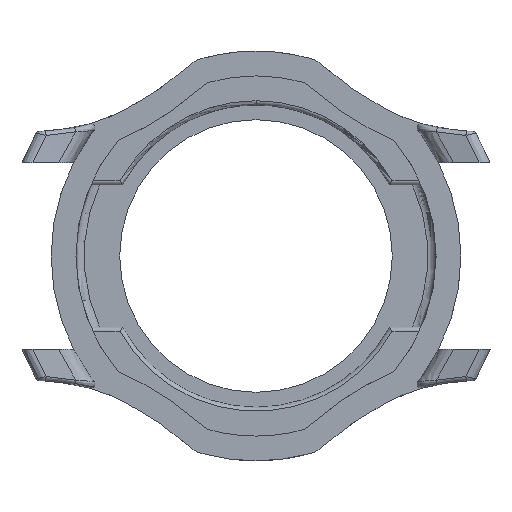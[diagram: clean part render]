
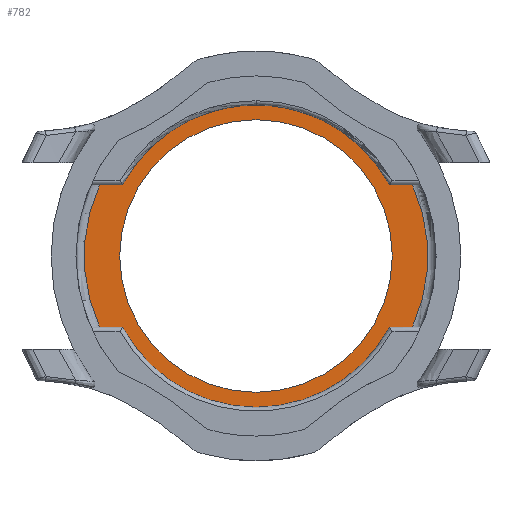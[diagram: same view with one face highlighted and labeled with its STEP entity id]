
A CAD part, front view. The second image highlights one B-rep face of the part: STEP entity #782.
In plain terms, the highlighted planar face has unit normal (0, -1, 0).
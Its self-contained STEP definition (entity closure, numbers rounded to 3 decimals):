
#40 = EDGE_LOOP ( 'NONE', ( #4082, #4213, #993, #3624, #4397, #2802, #2695, #2511, #4150 ) ) ;
#44 = CARTESIAN_POINT ( 'NONE',  ( 0., 9.7, -8.6 ) ) ;
#51 = CARTESIAN_POINT ( 'NONE',  ( -16.153, 9.7, 8.6 ) ) ;
#68 = EDGE_CURVE ( 'NONE', #4182, #2890, #3148, .T. ) ;
#154 = VERTEX_POINT ( 'NONE', #2469 ) ;
#360 = DIRECTION ( 'NONE',  ( 0., 0., 1. ) ) ;
#382 = VECTOR ( 'NONE', #3628, 1000. ) ;
#459 = CARTESIAN_POINT ( 'NONE',  ( 0., 9.7, 0. ) ) ;
#487 = CARTESIAN_POINT ( 'NONE',  ( 0., 9.7, 0. ) ) ;
#493 = AXIS2_PLACEMENT_3D ( 'NONE', #1875, #2613, #360 ) ;
#534 = EDGE_CURVE ( 'NONE', #1036, #3674, #3368, .T. ) ;
#536 = CIRCLE ( 'NONE', #1038, 18.3 ) ;
#633 = EDGE_CURVE ( 'NONE', #4458, #3770, #3408, .T. ) ;
#652 = CARTESIAN_POINT ( 'NONE',  ( 18.939, 9.7, -8.6 ) ) ;
#782 = ADVANCED_FACE ( 'NONE', ( #4684, #2540 ), #2292, .F. ) ;
#787 = DIRECTION ( 'NONE',  ( 0., 0., 1. ) ) ;
#826 = CARTESIAN_POINT ( 'NONE',  ( 16.153, 9.7, 8.6 ) ) ;
#993 = ORIENTED_EDGE ( 'NONE', *, *, #4793, .T. ) ;
#1036 = VERTEX_POINT ( 'NONE', #652 ) ;
#1038 = AXIS2_PLACEMENT_3D ( 'NONE', #459, #2723, #1610 ) ;
#1055 = DIRECTION ( 'NONE',  ( 0., 0., 1. ) ) ;
#1088 = CARTESIAN_POINT ( 'NONE',  ( 0., 9.7, 0. ) ) ;
#1129 = DIRECTION ( 'NONE',  ( 0., 1., 0. ) ) ;
#1144 = AXIS2_PLACEMENT_3D ( 'NONE', #4777, #2176, #1055 ) ;
#1171 = DIRECTION ( 'NONE',  ( -1., 0., 0. ) ) ;
#1173 = LINE ( 'NONE', #44, #4281 ) ;
#1195 = CIRCLE ( 'NONE', #2275, 18.3 ) ;
#1313 = DIRECTION ( 'NONE',  ( 1., 0., 0. ) ) ;
#1316 = VECTOR ( 'NONE', #1171, 1000. ) ;
#1320 = EDGE_CURVE ( 'NONE', #3770, #4458, #2408, .T. ) ;
#1449 = CARTESIAN_POINT ( 'NONE',  ( 0., 9.7, -16.5 ) ) ;
#1464 = AXIS2_PLACEMENT_3D ( 'NONE', #1698, #3909, #2405 ) ;
#1610 = DIRECTION ( 'NONE',  ( 0., 0., 1. ) ) ;
#1624 = DIRECTION ( 'NONE',  ( 0., 0., 1. ) ) ;
#1630 = ORIENTED_EDGE ( 'NONE', *, *, #633, .F. ) ;
#1698 = CARTESIAN_POINT ( 'NONE',  ( 0., 9.7, 0. ) ) ;
#1703 = CARTESIAN_POINT ( 'NONE',  ( 0., 9.7, 8.6 ) ) ;
#1835 = EDGE_LOOP ( 'NONE', ( #2397, #1630 ) ) ;
#1850 = EDGE_CURVE ( 'NONE', #1036, #2890, #4770, .T. ) ;
#1875 = CARTESIAN_POINT ( 'NONE',  ( 0., 9.7, 0. ) ) ;
#1936 = EDGE_CURVE ( 'NONE', #3503, #4036, #536, .T. ) ;
#1979 = DIRECTION ( 'NONE',  ( 0., 0., 1. ) ) ;
#2067 = LINE ( 'NONE', #3772, #1316 ) ;
#2176 = DIRECTION ( 'NONE',  ( 0., -1., 0. ) ) ;
#2257 = CARTESIAN_POINT ( 'NONE',  ( 0., 9.7, 0. ) ) ;
#2275 = AXIS2_PLACEMENT_3D ( 'NONE', #1088, #2976, #3293 ) ;
#2292 = PLANE ( 'NONE',  #3900 ) ;
#2293 = AXIS2_PLACEMENT_3D ( 'NONE', #487, #3113, #1979 ) ;
#2350 = AXIS2_PLACEMENT_3D ( 'NONE', #4628, #3479, #1624 ) ;
#2397 = ORIENTED_EDGE ( 'NONE', *, *, #1320, .F. ) ;
#2405 = DIRECTION ( 'NONE',  ( 0., 0., 1. ) ) ;
#2408 = CIRCLE ( 'NONE', #1464, 16.5 ) ;
#2469 = CARTESIAN_POINT ( 'NONE',  ( -18.939, 9.7, 8.6 ) ) ;
#2511 = ORIENTED_EDGE ( 'NONE', *, *, #68, .F. ) ;
#2540 = FACE_BOUND ( 'NONE', #1835, .T. ) ;
#2613 = DIRECTION ( 'NONE',  ( 0., 1., 0. ) ) ;
#2656 = CARTESIAN_POINT ( 'NONE',  ( -16.153, 9.7, -8.6 ) ) ;
#2695 = ORIENTED_EDGE ( 'NONE', *, *, #1850, .T. ) ;
#2723 = DIRECTION ( 'NONE',  ( 0., 1., 0. ) ) ;
#2802 = ORIENTED_EDGE ( 'NONE', *, *, #534, .F. ) ;
#2890 = VERTEX_POINT ( 'NONE', #3608 ) ;
#2912 = VECTOR ( 'NONE', #1313, 1000. ) ;
#2976 = DIRECTION ( 'NONE',  ( 0., 1., 0. ) ) ;
#3113 = DIRECTION ( 'NONE',  ( 0., -1., 0. ) ) ;
#3141 = CARTESIAN_POINT ( 'NONE',  ( 0., 9.7, 16.5 ) ) ;
#3148 = LINE ( 'NONE', #1703, #2912 ) ;
#3227 = CARTESIAN_POINT ( 'NONE',  ( 0., 9.7, -8.6 ) ) ;
#3236 = VERTEX_POINT ( 'NONE', #51 ) ;
#3293 = DIRECTION ( 'NONE',  ( 0., 0., 1. ) ) ;
#3309 = CIRCLE ( 'NONE', #2350, 20.8 ) ;
#3368 = LINE ( 'NONE', #3227, #382 ) ;
#3372 = CARTESIAN_POINT ( 'NONE',  ( 0., 9.7, -18.3 ) ) ;
#3408 = CIRCLE ( 'NONE', #1144, 16.5 ) ;
#3438 = CARTESIAN_POINT ( 'NONE',  ( 16.153, 9.7, -8.6 ) ) ;
#3456 = CIRCLE ( 'NONE', #493, 18.3 ) ;
#3479 = DIRECTION ( 'NONE',  ( 0., -1., 0. ) ) ;
#3503 = VERTEX_POINT ( 'NONE', #3372 ) ;
#3512 = VERTEX_POINT ( 'NONE', #3699 ) ;
#3608 = CARTESIAN_POINT ( 'NONE',  ( 18.939, 9.7, 8.6 ) ) ;
#3624 = ORIENTED_EDGE ( 'NONE', *, *, #1936, .F. ) ;
#3628 = DIRECTION ( 'NONE',  ( -1., 0., 0. ) ) ;
#3674 = VERTEX_POINT ( 'NONE', #3438 ) ;
#3699 = CARTESIAN_POINT ( 'NONE',  ( -18.939, 9.7, -8.6 ) ) ;
#3738 = EDGE_CURVE ( 'NONE', #154, #3512, #3309, .T. ) ;
#3770 = VERTEX_POINT ( 'NONE', #3141 ) ;
#3772 = CARTESIAN_POINT ( 'NONE',  ( 0., 9.7, 8.6 ) ) ;
#3774 = DIRECTION ( 'NONE',  ( 1., 0., 0. ) ) ;
#3900 = AXIS2_PLACEMENT_3D ( 'NONE', #2257, #1129, #787 ) ;
#3909 = DIRECTION ( 'NONE',  ( 0., -1., 0. ) ) ;
#3987 = EDGE_CURVE ( 'NONE', #3236, #154, #2067, .T. ) ;
#4036 = VERTEX_POINT ( 'NONE', #2656 ) ;
#4082 = ORIENTED_EDGE ( 'NONE', *, *, #3987, .T. ) ;
#4150 = ORIENTED_EDGE ( 'NONE', *, *, #4643, .F. ) ;
#4182 = VERTEX_POINT ( 'NONE', #826 ) ;
#4213 = ORIENTED_EDGE ( 'NONE', *, *, #3738, .T. ) ;
#4281 = VECTOR ( 'NONE', #3774, 1000. ) ;
#4397 = ORIENTED_EDGE ( 'NONE', *, *, #4440, .F. ) ;
#4440 = EDGE_CURVE ( 'NONE', #3674, #3503, #1195, .T. ) ;
#4458 = VERTEX_POINT ( 'NONE', #1449 ) ;
#4628 = CARTESIAN_POINT ( 'NONE',  ( 0., 9.7, 0. ) ) ;
#4643 = EDGE_CURVE ( 'NONE', #3236, #4182, #3456, .T. ) ;
#4684 = FACE_OUTER_BOUND ( 'NONE', #40, .T. ) ;
#4770 = CIRCLE ( 'NONE', #2293, 20.8 ) ;
#4777 = CARTESIAN_POINT ( 'NONE',  ( 0., 9.7, 0. ) ) ;
#4793 = EDGE_CURVE ( 'NONE', #3512, #4036, #1173, .T. ) ;
